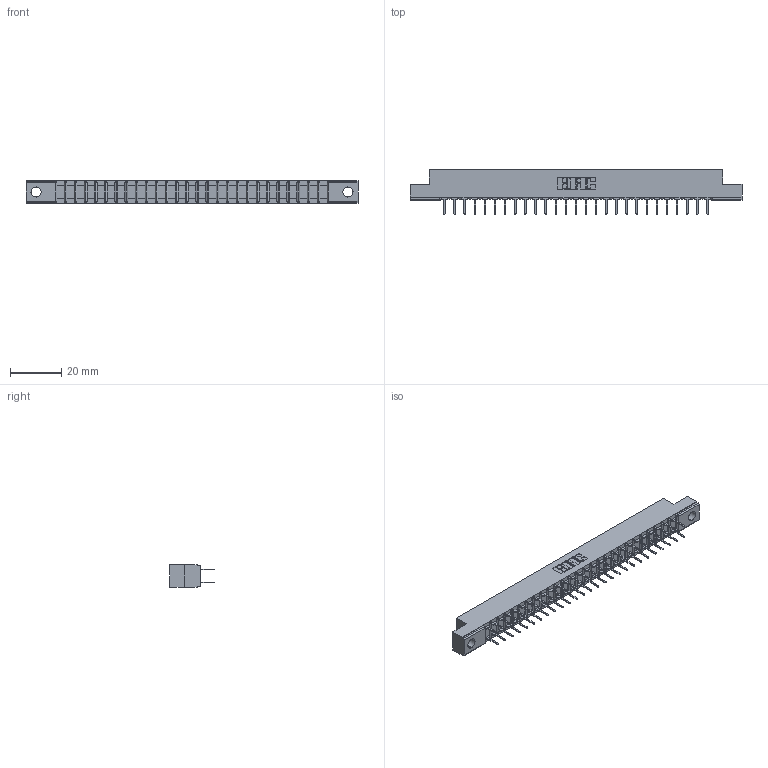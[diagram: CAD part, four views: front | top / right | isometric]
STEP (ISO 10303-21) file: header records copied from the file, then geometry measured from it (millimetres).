
FILE_DESCRIPTION (( 'STEP AP203' ), '1' );
FILE_NAME ('357-054-424-204.STEP', '2020-10-04T08:29:34', ( '' ), ( '' ), 'SwSTEP 2.0', 'SolidWorks 2020', '' );
FILE_SCHEMA (( 'CONFIG_CONTROL_DESIGN' ));
Length unit declared in the file: inch
Products named in the file (3): 307 Part_.156 Dia Mounting Holes; 357-054-424-204; 307-290-001_524
Assembly tree (55 placements, depth 2):
  357-054-424-204
    307 Part_.156 Dia Mounting Holes
    307-290-001_524  x54
Bounding box: 130 x 17.42 x 8.71 mm (x, y, z)
Volume: 8379.2 mm3; surface area: 14856.9 mm2
Topology: 55 solids, 55 shells, 2644 faces, 7379 edges, 4770 vertices
Faces by surface type: plane 1758, cylinder 830, sphere 56
Entity records: 26246 total; most frequent: CARTESIAN_POINT 4301, ORIENTED_EDGE 4258, DIRECTION 4211, EDGE_CURVE 2129, LINE 1635, VECTOR 1635, VERTEX_POINT 1378, AXIS2_PLACEMENT_3D 1288
